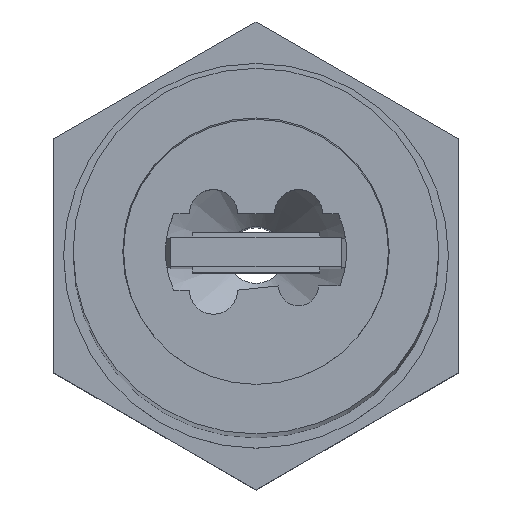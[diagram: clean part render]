
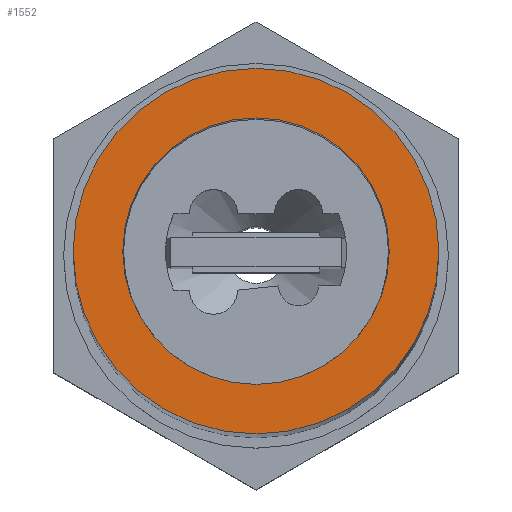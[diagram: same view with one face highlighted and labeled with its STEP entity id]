
A CAD part, top view. The second image highlights one B-rep face of the part: STEP entity #1552.
In plain terms, the highlighted planar face has unit normal (0, 0, 1).
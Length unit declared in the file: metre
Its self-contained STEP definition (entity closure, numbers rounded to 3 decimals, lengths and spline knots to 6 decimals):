
#303=PLANE('',#1769);
#547=ORIENTED_EDGE('',*,*,#917,.F.);
#548=ORIENTED_EDGE('',*,*,#919,.T.);
#917=EDGE_CURVE('',#1122,#1122,#1244,.T.);
#919=EDGE_CURVE('',#1124,#1124,#1246,.T.);
#1122=VERTEX_POINT('',#3133);
#1124=VERTEX_POINT('',#3138);
#1244=CIRCLE('',#1764,0.0047);
#1246=CIRCLE('',#1767,0.00645);
#1307=EDGE_LOOP('',(#547));
#1308=EDGE_LOOP('',(#548));
#1425=FACE_BOUND('',#1307,.T.);
#1426=FACE_BOUND('',#1308,.T.);
#1552=ADVANCED_FACE('',(#1425,#1426),#303,.T.);
#1764=AXIS2_PLACEMENT_3D('',#3132,#1959,#1960);
#1767=AXIS2_PLACEMENT_3D('',#3137,#1965,#1966);
#1769=AXIS2_PLACEMENT_3D('',#3141,#1969,#1970);
#1959=DIRECTION('',(0.,0.,1.));
#1960=DIRECTION('',(1.,0.,0.));
#1965=DIRECTION('',(0.,0.,1.));
#1966=DIRECTION('',(1.,0.,0.));
#1969=DIRECTION('',(0.,0.,1.));
#1970=DIRECTION('',(1.,0.,0.));
#3132=CARTESIAN_POINT('',(0.,0.,0.08));
#3133=CARTESIAN_POINT('',(0.0047,0.,0.08));
#3137=CARTESIAN_POINT('',(0.,0.,0.08));
#3138=CARTESIAN_POINT('',(0.00645,0.,0.08));
#3141=CARTESIAN_POINT('',(0.,0.,0.08));
